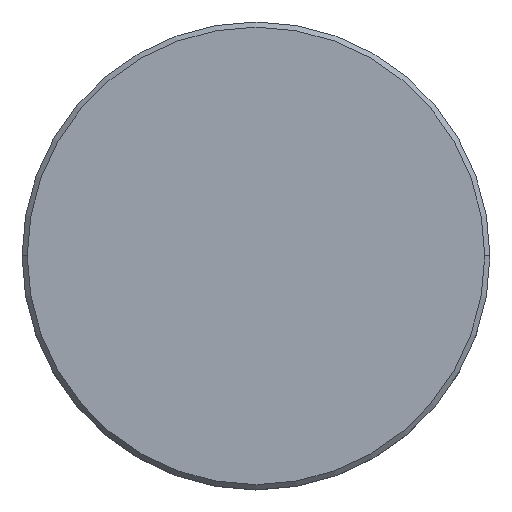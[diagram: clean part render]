
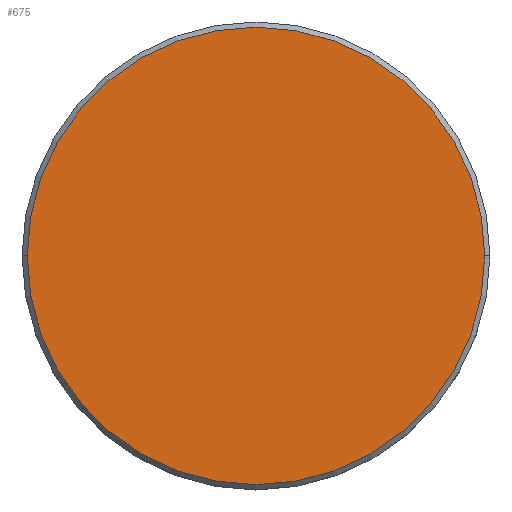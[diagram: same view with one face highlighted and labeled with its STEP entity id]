
A CAD part, top view. The second image highlights one B-rep face of the part: STEP entity #675.
In plain terms, the highlighted planar face has unit normal (0, 0, 1).
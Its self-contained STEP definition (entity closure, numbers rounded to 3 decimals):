
#13 = DIRECTION ( 'NONE',  ( 0., 0., 1. ) ) ;
#26 = AXIS2_PLACEMENT_3D ( 'NONE', #200, #937, #370 ) ;
#82 = CARTESIAN_POINT ( 'NONE',  ( 0., 0., 0. ) ) ;
#200 = CARTESIAN_POINT ( 'NONE',  ( 0., 0., 0. ) ) ;
#217 = AXIS2_PLACEMENT_3D ( 'NONE', #909, #603, #331 ) ;
#261 = EDGE_CURVE ( 'NONE', #693, #775, #601, .T. ) ;
#271 = ORIENTED_EDGE ( 'NONE', *, *, #261, .T. ) ;
#327 = AXIS2_PLACEMENT_3D ( 'NONE', #82, #13, #337 ) ;
#331 = DIRECTION ( 'NONE',  ( 1., 0., 0. ) ) ;
#337 = DIRECTION ( 'NONE',  ( 1., 0., 0. ) ) ;
#370 = DIRECTION ( 'NONE',  ( 1., 0., 0. ) ) ;
#432 = EDGE_CURVE ( 'NONE', #775, #693, #738, .T. ) ;
#510 = EDGE_LOOP ( 'NONE', ( #271, #910 ) ) ;
#601 = CIRCLE ( 'NONE', #217, 22. ) ;
#603 = DIRECTION ( 'NONE',  ( 0., 0., 1. ) ) ;
#675 = ADVANCED_FACE ( 'NONE', ( #1057 ), #758, .T. ) ;
#693 = VERTEX_POINT ( 'NONE', #744 ) ;
#738 = CIRCLE ( 'NONE', #26, 22. ) ;
#744 = CARTESIAN_POINT ( 'NONE',  ( -22., 0., 0. ) ) ;
#758 = PLANE ( 'NONE',  #327 ) ;
#775 = VERTEX_POINT ( 'NONE', #1018 ) ;
#909 = CARTESIAN_POINT ( 'NONE',  ( 0., 0., 0. ) ) ;
#910 = ORIENTED_EDGE ( 'NONE', *, *, #432, .T. ) ;
#937 = DIRECTION ( 'NONE',  ( 0., 0., 1. ) ) ;
#1018 = CARTESIAN_POINT ( 'NONE',  ( 22., 0., 0. ) ) ;
#1057 = FACE_OUTER_BOUND ( 'NONE', #510, .T. ) ;
